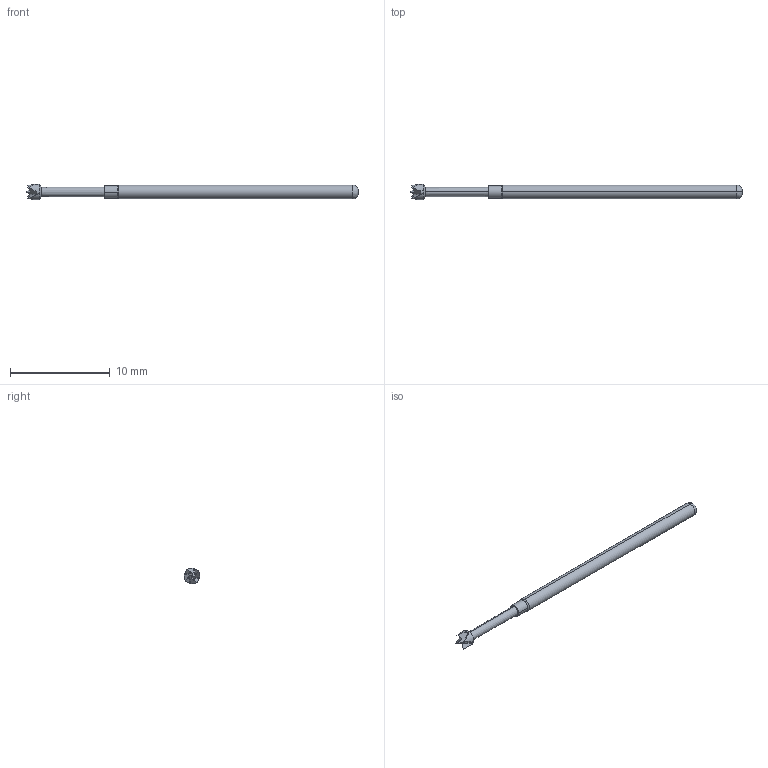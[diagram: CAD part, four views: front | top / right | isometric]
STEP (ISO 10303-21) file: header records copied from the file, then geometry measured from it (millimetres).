
FILE_DESCRIPTION (( 'STEP AP214' ), '1' );
FILE_NAME ('100-PRP2505_.STEP', '2016-05-26T12:18:46', ( 'spare' ), ( '' ), 'SwSTEP 2.0', 'SolidWorks 2016', '' );
FILE_SCHEMA (( 'AUTOMOTIVE_DESIGN' ));
Length unit declared in the file: inch
Products named in the file (1): 100-PRP2505_
Bounding box: 33.28 x 1.58 x 1.58 mm (x, y, z)
Volume: 42.6 mm3; surface area: 136.5 mm2
Topology: 1 solids, 1 shells, 31 faces, 74 edges, 46 vertices
Faces by surface type: cylinder 10, cone 8, bspline 8, plane 3, torus 2
Entity records: 1483 total; most frequent: CARTESIAN_POINT 386, ORIENTED_EDGE 148, DIRECTION 122, EDGE_CURVE 74, AXIS2_PLACEMENT_3D 54, VERTEX_POINT 46, LENGTH_MEASURE_WITH_UNIT 34, UNCERTAINTY_MEASURE_WITH_UNIT 34
